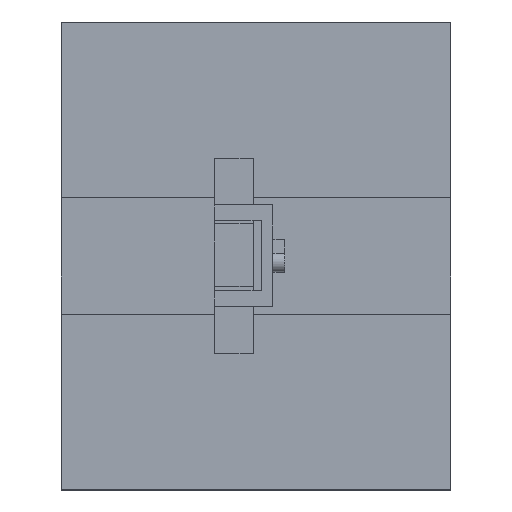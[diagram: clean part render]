
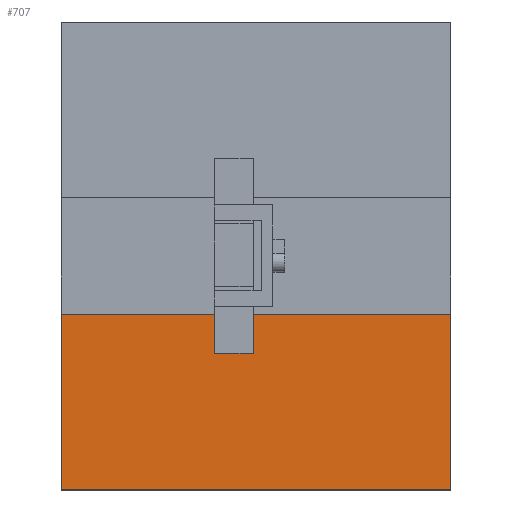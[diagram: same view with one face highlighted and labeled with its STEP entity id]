
A CAD part, top view. The second image highlights one B-rep face of the part: STEP entity #707.
In plain terms, the highlighted planar face has unit normal (0, 0, 1).
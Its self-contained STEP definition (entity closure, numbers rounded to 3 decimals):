
#53=FACE_OUTER_BOUND('',#93,.T.);
#93=EDGE_LOOP('',(#489,#490,#491,#492));
#141=LINE('',#1049,#233);
#142=LINE('',#1052,#234);
#143=LINE('',#1054,#235);
#144=LINE('',#1055,#236);
#233=VECTOR('',#847,10.);
#234=VECTOR('',#850,10.);
#235=VECTOR('',#851,10.);
#236=VECTOR('',#852,10.);
#321=VERTEX_POINT('',#1045);
#322=VERTEX_POINT('',#1047);
#323=VERTEX_POINT('',#1051);
#324=VERTEX_POINT('',#1053);
#389=EDGE_CURVE('',#321,#322,#141,.T.);
#390=EDGE_CURVE('',#323,#321,#142,.T.);
#391=EDGE_CURVE('',#324,#322,#143,.T.);
#392=EDGE_CURVE('',#323,#324,#144,.T.);
#489=ORIENTED_EDGE('',*,*,#390,.T.);
#490=ORIENTED_EDGE('',*,*,#389,.T.);
#491=ORIENTED_EDGE('',*,*,#391,.F.);
#492=ORIENTED_EDGE('',*,*,#392,.F.);
#669=PLANE('',#776);
#707=ADVANCED_FACE('',(#53),#669,.T.);
#776=AXIS2_PLACEMENT_3D('',#1050,#848,#849);
#847=DIRECTION('',(-1.,0.,0.));
#848=DIRECTION('center_axis',(0.,0.,1.));
#849=DIRECTION('ref_axis',(0.,1.,0.));
#850=DIRECTION('',(0.,1.,0.));
#851=DIRECTION('',(0.,1.,0.));
#852=DIRECTION('',(-1.,0.,0.));
#1045=CARTESIAN_POINT('',(0.,-15.,10.));
#1047=CARTESIAN_POINT('',(-100.,-15.,10.));
#1049=CARTESIAN_POINT('',(0.,-15.,10.));
#1050=CARTESIAN_POINT('Origin',(0.,-60.,10.));
#1051=CARTESIAN_POINT('',(0.,-60.,10.));
#1052=CARTESIAN_POINT('',(0.,-60.,10.));
#1053=CARTESIAN_POINT('',(-100.,-60.,10.));
#1054=CARTESIAN_POINT('',(-100.,-60.,10.));
#1055=CARTESIAN_POINT('',(0.,-60.,10.));
